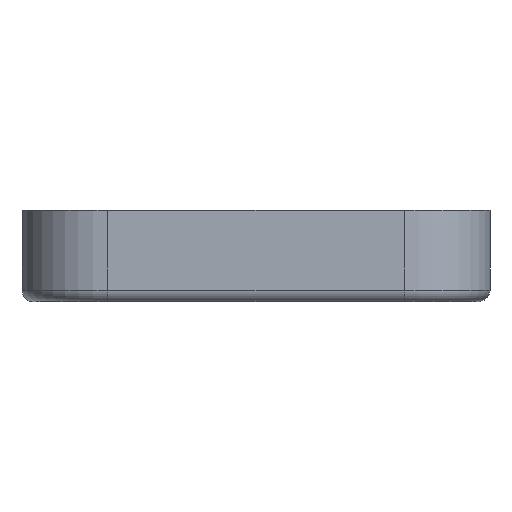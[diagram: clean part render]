
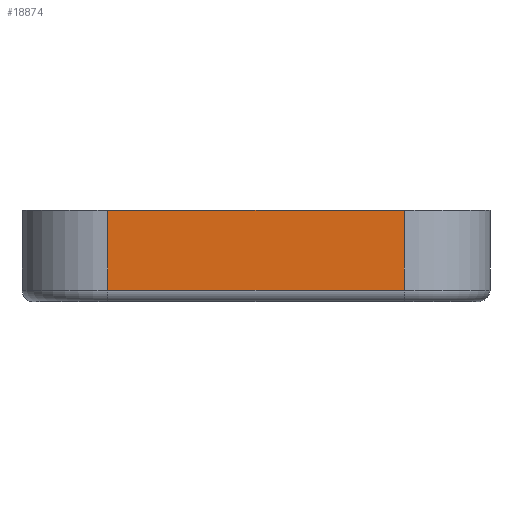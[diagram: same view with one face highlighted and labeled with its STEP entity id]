
A CAD part, front view. The second image highlights one B-rep face of the part: STEP entity #18874.
In plain terms, the highlighted planar face has unit normal (0, -1, 0).
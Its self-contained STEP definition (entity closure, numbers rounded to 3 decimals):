
#881 = LINE ( 'NONE', #1712, #883 ) ;
#883 = VECTOR ( 'NONE', #1713, 1000. ) ;
#1712 = CARTESIAN_POINT ( 'NONE',  ( 13.7, -96.5, 5. ) ) ;
#1713 = DIRECTION ( 'NONE',  ( 1., 0., 0. ) ) ;
#9807 = LINE ( 'NONE', #10638, #9814 ) ;
#9810 = LINE ( 'NONE', #10633, #9812 ) ;
#9812 = VECTOR ( 'NONE', #10634, 1000. ) ;
#9813 = LINE ( 'NONE', #10644, #9816 ) ;
#9814 = VECTOR ( 'NONE', #10643, 1000. ) ;
#9816 = VECTOR ( 'NONE', #10646, 1000. ) ;
#10633 = CARTESIAN_POINT ( 'NONE',  ( -12.3, -96.5, 5. ) ) ;
#10634 = DIRECTION ( 'NONE',  ( 0., 0., -1. ) ) ;
#10638 = CARTESIAN_POINT ( 'NONE',  ( 13.7, -96.5, -2. ) ) ;
#10643 = DIRECTION ( 'NONE',  ( 1., 0., 0. ) ) ;
#10644 = CARTESIAN_POINT ( 'NONE',  ( 13.7, -96.5, 5. ) ) ;
#10646 = DIRECTION ( 'NONE',  ( 0., 0., -1. ) ) ;
#12090 = CARTESIAN_POINT ( 'NONE',  ( 13.7, -96.5, 5. ) ) ;
#12091 = CARTESIAN_POINT ( 'NONE',  ( -12.3, -96.5, 5. ) ) ;
#12093 = CARTESIAN_POINT ( 'NONE',  ( 13.7, -96.5, -2. ) ) ;
#12104 = CARTESIAN_POINT ( 'NONE',  ( -12.3, -96.5, -2. ) ) ;
#12858 = ORIENTED_EDGE ( 'NONE', *, *, #16175, .T. ) ;
#12859 = ORIENTED_EDGE ( 'NONE', *, *, #16177, .F. ) ;
#12860 = ORIENTED_EDGE ( 'NONE', *, *, #22237, .F. ) ;
#16174 = EDGE_CURVE ( 'NONE', #16994, #17007, #9810, .T. ) ;
#16175 = EDGE_CURVE ( 'NONE', #17007, #16996, #9807, .T. ) ;
#16177 = EDGE_CURVE ( 'NONE', #16993, #16996, #9813, .T. ) ;
#16993 = VERTEX_POINT ( 'NONE', #12090 ) ;
#16994 = VERTEX_POINT ( 'NONE', #12091 ) ;
#16996 = VERTEX_POINT ( 'NONE', #12093 ) ;
#17007 = VERTEX_POINT ( 'NONE', #12104 ) ;
#17137 = ORIENTED_EDGE ( 'NONE', *, *, #16174, .T. ) ;
#18874 = ADVANCED_FACE ( 'NONE', ( #21350 ), #26599, .F. ) ;
#19262 = EDGE_LOOP ( 'NONE', ( #17137, #12858, #12859, #12860 ) ) ;
#21350 = FACE_OUTER_BOUND ( 'NONE', #19262, .T. ) ;
#22237 = EDGE_CURVE ( 'NONE', #16994, #16993, #881, .T. ) ;
#25834 = AXIS2_PLACEMENT_3D ( 'NONE', #26597, #26601, #26602 ) ;
#26597 = CARTESIAN_POINT ( 'NONE',  ( 13.7, -96.5, 5. ) ) ;
#26599 = PLANE ( 'NONE',  #25834 ) ;
#26601 = DIRECTION ( 'NONE',  ( 0., 1., 0. ) ) ;
#26602 = DIRECTION ( 'NONE',  ( 0., 0., 1. ) ) ;
